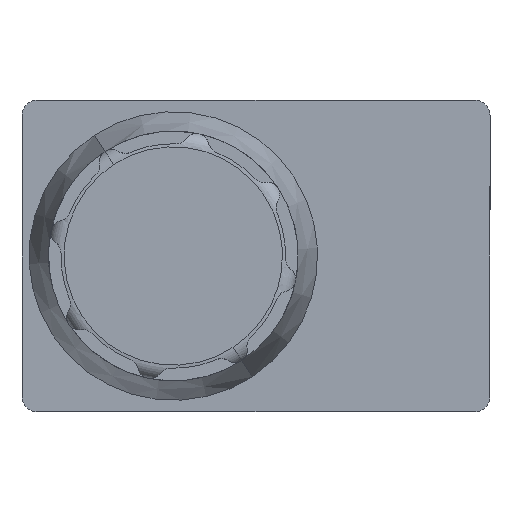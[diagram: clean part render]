
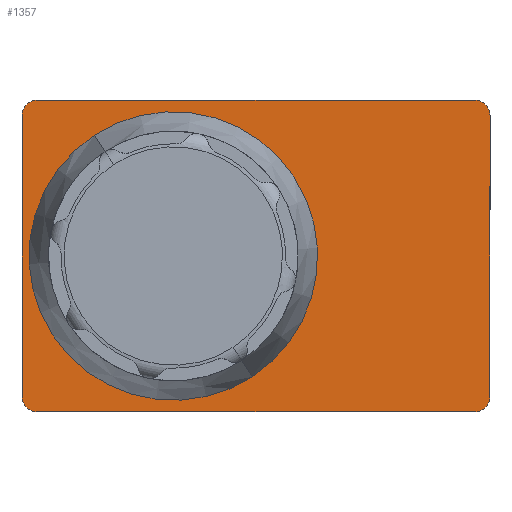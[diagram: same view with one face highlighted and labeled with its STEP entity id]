
A CAD part, front view. The second image highlights one B-rep face of the part: STEP entity #1357.
In plain terms, the highlighted planar face has unit normal (0, -1, 0).
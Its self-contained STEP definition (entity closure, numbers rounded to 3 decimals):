
#193 = ORIENTED_EDGE ( 'NONE', *, *, #3584, .T. ) ;
#205 = LINE ( 'NONE', #2343, #2348 ) ;
#218 = CIRCLE ( 'NONE', #5125, 1. ) ;
#403 = DIRECTION ( 'NONE',  ( 0., 1., 0. ) ) ;
#613 = CARTESIAN_POINT ( 'NONE',  ( -15.9, -21.744, -9. ) ) ;
#733 = VERTEX_POINT ( 'NONE', #829 ) ;
#752 = DIRECTION ( 'NONE',  ( 0., -1., 0. ) ) ;
#758 = DIRECTION ( 'NONE',  ( 0., 0., -1. ) ) ;
#829 = CARTESIAN_POINT ( 'NONE',  ( 13.1, -21.744, -9. ) ) ;
#886 = CARTESIAN_POINT ( 'NONE',  ( 12.1, -21.744, 10. ) ) ;
#890 = DIRECTION ( 'NONE',  ( 0., -1., 0. ) ) ;
#892 = DIRECTION ( 'NONE',  ( 0., 0., -1. ) ) ;
#917 = DIRECTION ( 'NONE',  ( 0., 0., -1. ) ) ;
#941 = EDGE_CURVE ( 'NONE', #3355, #2453, #205, .T. ) ;
#975 = FACE_OUTER_BOUND ( 'NONE', #4700, .T. ) ;
#1070 = CIRCLE ( 'NONE', #4161, 1. ) ;
#1076 = VERTEX_POINT ( 'NONE', #5784 ) ;
#1090 = PLANE ( 'NONE',  #5314 ) ;
#1162 = CARTESIAN_POINT ( 'NONE',  ( -15.9, -21.744, -10. ) ) ;
#1357 = ADVANCED_FACE ( 'NONE', ( #975 ), #1090, .F. ) ;
#1478 = EDGE_CURVE ( 'NONE', #2453, #6113, #218, .T. ) ;
#1834 = LINE ( 'NONE', #2533, #4311 ) ;
#1871 = CIRCLE ( 'NONE', #4872, 1. ) ;
#1912 = ORIENTED_EDGE ( 'NONE', *, *, #2962, .F. ) ;
#1931 = CARTESIAN_POINT ( 'NONE',  ( 13.1, -21.744, 10. ) ) ;
#2035 = EDGE_CURVE ( 'NONE', #1076, #4482, #1871, .T. ) ;
#2137 = ORIENTED_EDGE ( 'NONE', *, *, #1478, .T. ) ;
#2177 = VERTEX_POINT ( 'NONE', #3085 ) ;
#2191 = DIRECTION ( 'NONE',  ( 0., -1., 0. ) ) ;
#2253 = VECTOR ( 'NONE', #3624, 1000. ) ;
#2273 = DIRECTION ( 'NONE',  ( 1., 0., 0. ) ) ;
#2343 = CARTESIAN_POINT ( 'NONE',  ( -16.9, -21.744, 10. ) ) ;
#2348 = VECTOR ( 'NONE', #6101, 1000. ) ;
#2351 = VECTOR ( 'NONE', #2273, 1000. ) ;
#2409 = ORIENTED_EDGE ( 'NONE', *, *, #4546, .F. ) ;
#2453 = VERTEX_POINT ( 'NONE', #3236 ) ;
#2529 = LINE ( 'NONE', #1931, #2253 ) ;
#2533 = CARTESIAN_POINT ( 'NONE',  ( 13.1, -21.744, -10. ) ) ;
#2544 = VERTEX_POINT ( 'NONE', #3683 ) ;
#2936 = ORIENTED_EDGE ( 'NONE', *, *, #2035, .T. ) ;
#2950 = DIRECTION ( 'NONE',  ( 1., 0., 0. ) ) ;
#2962 = EDGE_CURVE ( 'NONE', #2544, #4482, #3048, .T. ) ;
#2998 = ORIENTED_EDGE ( 'NONE', *, *, #5387, .T. ) ;
#3048 = LINE ( 'NONE', #5021, #2351 ) ;
#3085 = CARTESIAN_POINT ( 'NONE',  ( 12.1, -21.744, -10. ) ) ;
#3236 = CARTESIAN_POINT ( 'NONE',  ( -16.9, -21.744, -9. ) ) ;
#3355 = VERTEX_POINT ( 'NONE', #4164 ) ;
#3466 = CARTESIAN_POINT ( 'NONE',  ( 12.1, -21.744, -9. ) ) ;
#3584 = EDGE_CURVE ( 'NONE', #2177, #733, #3965, .T. ) ;
#3624 = DIRECTION ( 'NONE',  ( 0., 0., -1. ) ) ;
#3683 = CARTESIAN_POINT ( 'NONE',  ( -15.9, -21.744, 10. ) ) ;
#3906 = DIRECTION ( 'NONE',  ( 0., 0., -1. ) ) ;
#3965 = CIRCLE ( 'NONE', #4552, 1. ) ;
#4161 = AXIS2_PLACEMENT_3D ( 'NONE', #4912, #2191, #5513 ) ;
#4164 = CARTESIAN_POINT ( 'NONE',  ( -16.9, -21.744, 9. ) ) ;
#4261 = ORIENTED_EDGE ( 'NONE', *, *, #6208, .T. ) ;
#4311 = VECTOR ( 'NONE', #2950, 1000. ) ;
#4482 = VERTEX_POINT ( 'NONE', #886 ) ;
#4546 = EDGE_CURVE ( 'NONE', #1076, #733, #2529, .T. ) ;
#4552 = AXIS2_PLACEMENT_3D ( 'NONE', #3466, #752, #3906 ) ;
#4700 = EDGE_LOOP ( 'NONE', ( #5789, #2137, #2998, #193, #2409, #2936, #1912, #4261 ) ) ;
#4725 = DIRECTION ( 'NONE',  ( 0., -1., 0. ) ) ;
#4872 = AXIS2_PLACEMENT_3D ( 'NONE', #5217, #4725, #892 ) ;
#4912 = CARTESIAN_POINT ( 'NONE',  ( -15.9, -21.744, 9. ) ) ;
#5021 = CARTESIAN_POINT ( 'NONE',  ( 13.1, -21.744, 10. ) ) ;
#5125 = AXIS2_PLACEMENT_3D ( 'NONE', #613, #890, #917 ) ;
#5217 = CARTESIAN_POINT ( 'NONE',  ( 12.1, -21.744, 9. ) ) ;
#5314 = AXIS2_PLACEMENT_3D ( 'NONE', #5763, #403, #758 ) ;
#5387 = EDGE_CURVE ( 'NONE', #6113, #2177, #1834, .T. ) ;
#5513 = DIRECTION ( 'NONE',  ( 0., 0., -1. ) ) ;
#5763 = CARTESIAN_POINT ( 'NONE',  ( 13.1, -21.744, 10. ) ) ;
#5784 = CARTESIAN_POINT ( 'NONE',  ( 13.1, -21.744, 9. ) ) ;
#5789 = ORIENTED_EDGE ( 'NONE', *, *, #941, .T. ) ;
#6101 = DIRECTION ( 'NONE',  ( 0., 0., -1. ) ) ;
#6113 = VERTEX_POINT ( 'NONE', #1162 ) ;
#6208 = EDGE_CURVE ( 'NONE', #2544, #3355, #1070, .T. ) ;
